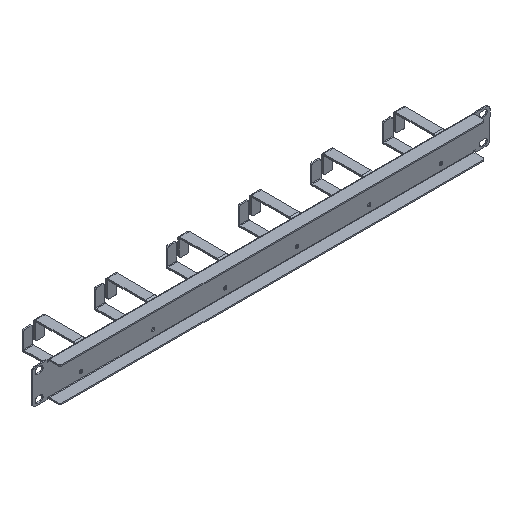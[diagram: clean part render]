
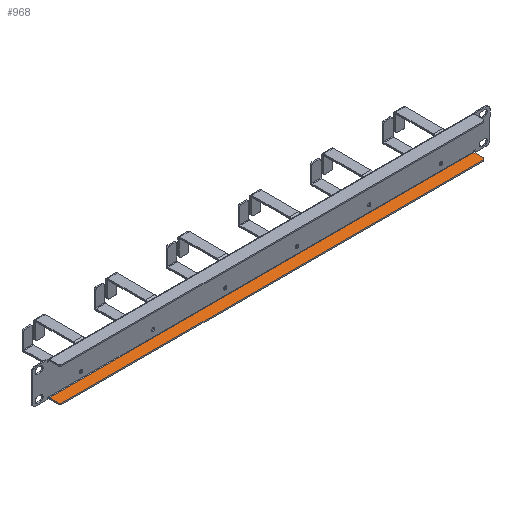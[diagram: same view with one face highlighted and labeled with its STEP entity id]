
A CAD part, isometric view. The second image highlights one B-rep face of the part: STEP entity #968.
In plain terms, the highlighted face is planar.
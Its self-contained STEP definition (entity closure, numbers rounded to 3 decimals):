
#37 = CARTESIAN_POINT ( 'NONE',  ( 270.8, 20.5, 12.5 ) ) ;
#124 = VERTEX_POINT ( 'NONE', #1718 ) ;
#197 = DIRECTION ( 'NONE',  ( 0., -1., 0. ) ) ;
#204 = CARTESIAN_POINT ( 'NONE',  ( -270.8, 20.5, 12.5 ) ) ;
#244 = DIRECTION ( 'NONE',  ( 0., 0., 1. ) ) ;
#263 = EDGE_CURVE ( 'NONE', #124, #1704, #1163, .T. ) ;
#342 = EDGE_CURVE ( 'NONE', #1704, #3257, #994, .T. ) ;
#496 = CIRCLE ( 'NONE', #1716, 2. ) ;
#570 = DIRECTION ( 'NONE',  ( -1., 0., 0. ) ) ;
#593 = CARTESIAN_POINT ( 'NONE',  ( -270.8, 20.5, 14.5 ) ) ;
#752 = VECTOR ( 'NONE', #570, 1000. ) ;
#816 = PLANE ( 'NONE',  #3995 ) ;
#874 = DIRECTION ( 'NONE',  ( 0., 0., -1. ) ) ;
#927 = ORIENTED_EDGE ( 'NONE', *, *, #2054, .T. ) ;
#931 = LINE ( 'NONE', #2677, #2106 ) ;
#946 = VERTEX_POINT ( 'NONE', #2780 ) ;
#968 = ADVANCED_FACE ( 'NONE', ( #2757 ), #816, .T. ) ;
#994 = LINE ( 'NONE', #593, #3912 ) ;
#1163 = CIRCLE ( 'NONE', #2170, 2. ) ;
#1231 = VECTOR ( 'NONE', #244, 1000. ) ;
#1255 = CARTESIAN_POINT ( 'NONE',  ( -268.8, 20.5, 12.5 ) ) ;
#1320 = DIRECTION ( 'NONE',  ( 0., -1., 0. ) ) ;
#1410 = ORIENTED_EDGE ( 'NONE', *, *, #263, .T. ) ;
#1445 = EDGE_CURVE ( 'NONE', #946, #124, #931, .T. ) ;
#1617 = DIRECTION ( 'NONE',  ( 0., 0., -1. ) ) ;
#1646 = EDGE_CURVE ( 'NONE', #1810, #2699, #2840, .T. ) ;
#1651 = ORIENTED_EDGE ( 'NONE', *, *, #1445, .T. ) ;
#1681 = EDGE_CURVE ( 'NONE', #1810, #3257, #2194, .T. ) ;
#1704 = VERTEX_POINT ( 'NONE', #204 ) ;
#1716 = AXIS2_PLACEMENT_3D ( 'NONE', #3133, #197, #874 ) ;
#1718 = CARTESIAN_POINT ( 'NONE',  ( -268.8, 20.5, 14.5 ) ) ;
#1810 = VERTEX_POINT ( 'NONE', #2929 ) ;
#2054 = EDGE_CURVE ( 'NONE', #2699, #946, #496, .T. ) ;
#2106 = VECTOR ( 'NONE', #3021, 1000. ) ;
#2170 = AXIS2_PLACEMENT_3D ( 'NONE', #1255, #1320, #1617 ) ;
#2194 = LINE ( 'NONE', #3096, #752 ) ;
#2272 = EDGE_LOOP ( 'NONE', ( #3462, #927, #1651, #1410, #2435, #3808 ) ) ;
#2414 = DIRECTION ( 'NONE',  ( 0., -1., 0. ) ) ;
#2435 = ORIENTED_EDGE ( 'NONE', *, *, #342, .T. ) ;
#2677 = CARTESIAN_POINT ( 'NONE',  ( -270.8, 20.5, 14.5 ) ) ;
#2699 = VERTEX_POINT ( 'NONE', #37 ) ;
#2757 = FACE_OUTER_BOUND ( 'NONE', #2272, .T. ) ;
#2780 = CARTESIAN_POINT ( 'NONE',  ( 268.8, 20.5, 14.5 ) ) ;
#2840 = LINE ( 'NONE', #3737, #1231 ) ;
#2893 = CARTESIAN_POINT ( 'NONE',  ( -270.8, 20.5, 0.5 ) ) ;
#2929 = CARTESIAN_POINT ( 'NONE',  ( 270.8, 20.5, 0.5 ) ) ;
#3021 = DIRECTION ( 'NONE',  ( -1., 0., 0. ) ) ;
#3060 = DIRECTION ( 'NONE',  ( -1., 0., 0. ) ) ;
#3096 = CARTESIAN_POINT ( 'NONE',  ( 270.8, 20.5, 0.5 ) ) ;
#3133 = CARTESIAN_POINT ( 'NONE',  ( 268.8, 20.5, 12.5 ) ) ;
#3257 = VERTEX_POINT ( 'NONE', #2893 ) ;
#3374 = CARTESIAN_POINT ( 'NONE',  ( -270.8, 20.5, 14.5 ) ) ;
#3462 = ORIENTED_EDGE ( 'NONE', *, *, #1646, .T. ) ;
#3737 = CARTESIAN_POINT ( 'NONE',  ( 270.8, 20.5, 14.5 ) ) ;
#3808 = ORIENTED_EDGE ( 'NONE', *, *, #1681, .F. ) ;
#3912 = VECTOR ( 'NONE', #4126, 1000. ) ;
#3995 = AXIS2_PLACEMENT_3D ( 'NONE', #3374, #2414, #3060 ) ;
#4126 = DIRECTION ( 'NONE',  ( 0., 0., -1. ) ) ;
